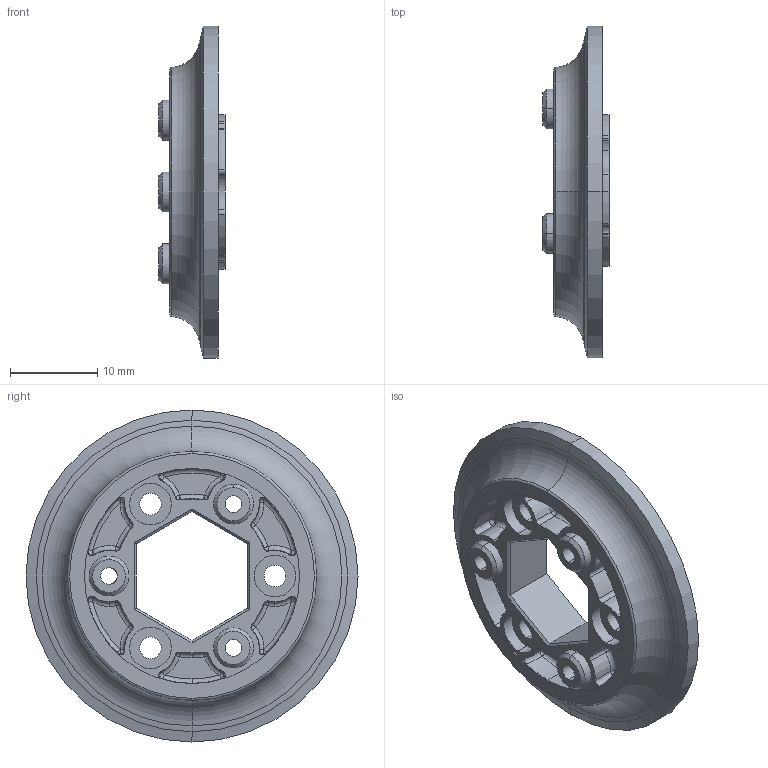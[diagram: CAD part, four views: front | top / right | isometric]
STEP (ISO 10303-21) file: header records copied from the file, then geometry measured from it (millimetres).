
FILE_DESCRIPTION (( 'STEP AP203' ), '1' );
FILE_NAME ('WCP-0096.STEP', '2021-04-13T01:04:32', ( '' ), ( '' ), 'SwSTEP 2.0', 'SolidWorks 2020', '' );
FILE_SCHEMA (( 'CONFIG_CONTROL_DESIGN' ));
Length unit declared in the file: inch
Products named in the file (1): WCP-0096
Bounding box: 7.57 x 38.1 x 38.1 mm (x, y, z)
Volume: 3534.6 mm3; surface area: 3299.9 mm2
Topology: 1 solids, 1 shells, 222 faces, 515 edges, 306 vertices
Faces by surface type: cylinder 57, sphere 40, cone 36, torus 34, plane 31, bspline 24
Entity records: 6876 total; most frequent: CARTESIAN_POINT 1692, DIRECTION 1179, ORIENTED_EDGE 1030, AXIS2_PLACEMENT_3D 537, EDGE_CURVE 515, CIRCLE 338, VERTEX_POINT 306, EDGE_LOOP 247
